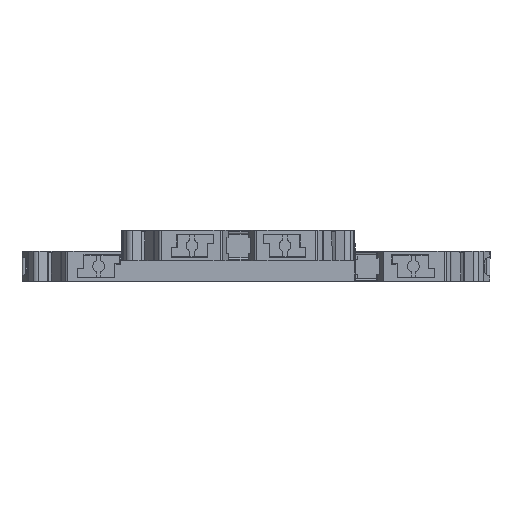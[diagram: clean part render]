
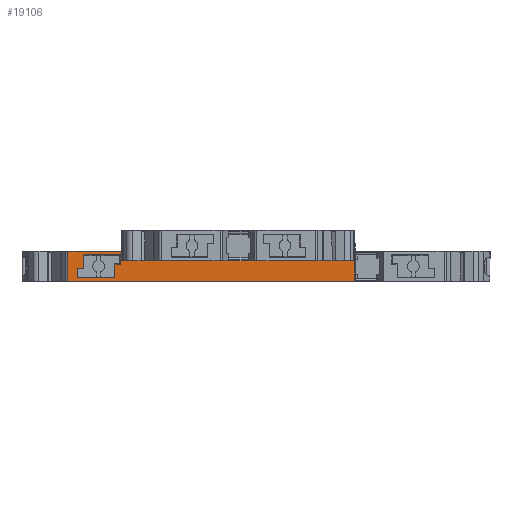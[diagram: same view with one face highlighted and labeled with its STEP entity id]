
A CAD part, top view. The second image highlights one B-rep face of the part: STEP entity #19106.
In plain terms, the highlighted planar face has unit normal (0, 0, 1).
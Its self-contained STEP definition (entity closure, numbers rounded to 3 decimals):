
#94=CARTESIAN_POINT('',(-21.85,4.5,30.2));
#95=VERTEX_POINT('',#94);
#96=CARTESIAN_POINT('',(-21.75,4.5,30.2));
#97=VERTEX_POINT('',#96);
#98=CARTESIAN_POINT('',(-21.85,4.5,30.2));
#99=DIRECTION('',(1.,0.,0.));
#100=VECTOR('',#99,0.1);
#101=LINE('',#98,#100);
#102=EDGE_CURVE('',#95,#97,#101,.T.);
#104=CARTESIAN_POINT('',(-27.95,4.5,30.2));
#105=VERTEX_POINT('',#104);
#106=CARTESIAN_POINT('',(-21.85,4.5,30.2));
#107=DIRECTION('',(-1.,0.,0.));
#108=VECTOR('',#107,6.1);
#109=LINE('',#106,#108);
#110=EDGE_CURVE('',#95,#105,#109,.T.);
#112=CARTESIAN_POINT('',(-28.05,4.5,30.2));
#113=VERTEX_POINT('',#112);
#114=CARTESIAN_POINT('',(-28.05,4.5,30.2));
#115=DIRECTION('',(1.,0.,0.));
#116=VECTOR('',#115,0.1);
#117=LINE('',#114,#116);
#118=EDGE_CURVE('',#113,#105,#117,.T.);
#10739=CARTESIAN_POINT('',(-21.5,5.15,30.2));
#10740=VERTEX_POINT('',#10739);
#10747=CARTESIAN_POINT('',(-21.5,3.5,30.2));
#10748=VERTEX_POINT('',#10747);
#10749=CARTESIAN_POINT('',(-21.5,5.15,30.2));
#10750=DIRECTION('',(0.,-1.,0.));
#10751=VECTOR('',#10750,1.65);
#10752=LINE('',#10749,#10751);
#10753=EDGE_CURVE('',#10740,#10748,#10752,.T.);
#10778=CARTESIAN_POINT('',(-21.75,2.9,30.2));
#10779=VERTEX_POINT('',#10778);
#10796=CARTESIAN_POINT('',(-22.75,2.9,30.2));
#10797=VERTEX_POINT('',#10796);
#10804=CARTESIAN_POINT('',(-22.65,2.9,30.2));
#10805=VERTEX_POINT('',#10804);
#10806=CARTESIAN_POINT('',(-22.75,2.9,30.2));
#10807=DIRECTION('',(1.,0.,0.));
#10808=VECTOR('',#10807,0.1);
#10809=LINE('',#10806,#10808);
#10810=EDGE_CURVE('',#10797,#10805,#10809,.T.);
#10812=CARTESIAN_POINT('',(-21.85,2.9,30.2));
#10813=VERTEX_POINT('',#10812);
#10814=CARTESIAN_POINT('',(-21.85,2.9,30.2));
#10815=DIRECTION('',(-1.,0.,0.));
#10816=VECTOR('',#10815,0.8);
#10817=LINE('',#10814,#10816);
#10818=EDGE_CURVE('',#10813,#10805,#10817,.T.);
#10820=CARTESIAN_POINT('',(-21.75,2.9,30.2));
#10821=DIRECTION('',(-1.,0.,0.));
#10822=VECTOR('',#10821,0.1);
#10823=LINE('',#10820,#10822);
#10824=EDGE_CURVE('',#10779,#10813,#10823,.T.);
#10834=CARTESIAN_POINT('',(-29.05,2.2,30.2));
#10835=VERTEX_POINT('',#10834);
#10852=CARTESIAN_POINT('',(-28.05,2.2,30.2));
#10853=VERTEX_POINT('',#10852);
#10860=CARTESIAN_POINT('',(-28.15,2.2,30.2));
#10861=VERTEX_POINT('',#10860);
#10862=CARTESIAN_POINT('',(-28.05,2.2,30.2));
#10863=DIRECTION('',(-1.,0.,0.));
#10864=VECTOR('',#10863,0.1);
#10865=LINE('',#10862,#10864);
#10866=EDGE_CURVE('',#10853,#10861,#10865,.T.);
#10868=CARTESIAN_POINT('',(-28.95,2.2,30.2));
#10869=VERTEX_POINT('',#10868);
#10870=CARTESIAN_POINT('',(-28.95,2.2,30.2));
#10871=DIRECTION('',(1.,0.,0.));
#10872=VECTOR('',#10871,0.8);
#10873=LINE('',#10870,#10872);
#10874=EDGE_CURVE('',#10869,#10861,#10873,.T.);
#10876=CARTESIAN_POINT('',(-29.05,2.2,30.2));
#10877=DIRECTION('',(1.,0.,0.));
#10878=VECTOR('',#10877,0.1);
#10879=LINE('',#10876,#10878);
#10880=EDGE_CURVE('',#10835,#10869,#10879,.T.);
#10890=CARTESIAN_POINT('',(-22.75,0.6,30.2));
#10891=VERTEX_POINT('',#10890);
#10892=CARTESIAN_POINT('',(-22.85,0.6,30.2));
#10893=VERTEX_POINT('',#10892);
#10894=CARTESIAN_POINT('',(-22.75,0.6,30.2));
#10895=DIRECTION('',(-1.,0.,0.));
#10896=VECTOR('',#10895,0.1);
#10897=LINE('',#10894,#10896);
#10898=EDGE_CURVE('',#10891,#10893,#10897,.T.);
#10900=CARTESIAN_POINT('',(-28.95,0.6,30.2));
#10901=VERTEX_POINT('',#10900);
#10902=CARTESIAN_POINT('',(-28.95,0.6,30.2));
#10903=DIRECTION('',(1.,0.,0.));
#10904=VECTOR('',#10903,6.1);
#10905=LINE('',#10902,#10904);
#10906=EDGE_CURVE('',#10901,#10893,#10905,.T.);
#10908=CARTESIAN_POINT('',(-29.05,0.6,30.2));
#10909=VERTEX_POINT('',#10908);
#10910=CARTESIAN_POINT('',(-28.95,0.6,30.2));
#10911=DIRECTION('',(-1.,0.,0.));
#10912=VECTOR('',#10911,0.1);
#10913=LINE('',#10910,#10912);
#10914=EDGE_CURVE('',#10901,#10909,#10913,.T.);
#12509=CARTESIAN_POINT('',(-28.05,2.3,30.2));
#12510=VERTEX_POINT('',#12509);
#12511=CARTESIAN_POINT('',(-28.05,2.3,30.2));
#12512=DIRECTION('',(0.,-1.,0.));
#12513=VECTOR('',#12512,0.1);
#12514=LINE('',#12511,#12513);
#12515=EDGE_CURVE('',#12510,#10853,#12514,.T.);
#12525=CARTESIAN_POINT('',(-28.05,2.3,30.2));
#12526=DIRECTION('',(0.,1.,0.));
#12527=VECTOR('',#12526,2.2);
#12528=LINE('',#12525,#12527);
#12529=EDGE_CURVE('',#12510,#113,#12528,.T.);
#12540=CARTESIAN_POINT('',(-21.75,2.9,30.2));
#12541=DIRECTION('',(0.,1.,0.));
#12542=VECTOR('',#12541,1.6);
#12543=LINE('',#12540,#12542);
#12544=EDGE_CURVE('',#10779,#97,#12543,.T.);
#13479=CARTESIAN_POINT('',(-30.702,0.,30.2));
#13480=VERTEX_POINT('',#13479);
#13488=CARTESIAN_POINT('',(-30.702,5.15,30.2));
#13489=VERTEX_POINT('',#13488);
#13490=CARTESIAN_POINT('',(-30.702,0.,30.2));
#13491=DIRECTION('',(0.,1.,0.));
#13492=VECTOR('',#13491,5.15);
#13493=LINE('',#13490,#13492);
#13494=EDGE_CURVE('',#13480,#13489,#13493,.T.);
#13520=CARTESIAN_POINT('',(-22.75,0.6,30.2));
#13521=DIRECTION('',(0.,1.,0.));
#13522=VECTOR('',#13521,2.3);
#13523=LINE('',#13520,#13522);
#13524=EDGE_CURVE('',#10891,#10797,#13523,.T.);
#13542=CARTESIAN_POINT('',(-29.05,0.6,30.2));
#13543=DIRECTION('',(0.,1.,0.));
#13544=VECTOR('',#13543,1.6);
#13545=LINE('',#13542,#13544);
#13546=EDGE_CURVE('',#10909,#10835,#13545,.T.);
#14542=CARTESIAN_POINT('',(18.409,3.5,30.2));
#14543=VERTEX_POINT('',#14542);
#14550=CARTESIAN_POINT('',(18.409,0.,30.2));
#14551=VERTEX_POINT('',#14550);
#14552=CARTESIAN_POINT('',(18.409,3.5,30.2));
#14553=DIRECTION('',(0.,-1.,0.));
#14554=VECTOR('',#14553,3.5);
#14555=LINE('',#14552,#14554);
#14556=EDGE_CURVE('',#14543,#14551,#14555,.T.);
#16771=CARTESIAN_POINT('',(18.409,0.,30.2));
#16772=DIRECTION('',(-1.,0.,0.));
#16773=VECTOR('',#16772,49.111);
#16774=LINE('',#16771,#16773);
#16775=EDGE_CURVE('',#14551,#13480,#16774,.T.);
#19032=CARTESIAN_POINT('',(-21.5,3.5,30.2));
#19033=DIRECTION('',(1.,0.,0.));
#19034=VECTOR('',#19033,39.909);
#19035=LINE('',#19032,#19034);
#19036=EDGE_CURVE('',#10748,#14543,#19035,.T.);
#19069=CARTESIAN_POINT('',(5.549,1.75,30.2));
#19070=DIRECTION('',(-1.,0.,0.));
#19071=DIRECTION('',(0.,0.,-1.));
#19072=AXIS2_PLACEMENT_3D('',#19069,#19071,#19070);
#19073=PLANE('',#19072);
#19074=ORIENTED_EDGE('',*,*,#13494,.T.);
#19075=CARTESIAN_POINT('',(-30.702,5.15,30.2));
#19076=DIRECTION('',(1.,0.,0.));
#19077=VECTOR('',#19076,9.202);
#19078=LINE('',#19075,#19077);
#19079=EDGE_CURVE('',#13489,#10740,#19078,.T.);
#19080=ORIENTED_EDGE('E1774',*,*,#19079,.T.);
#19081=ORIENTED_EDGE('E1774',*,*,#10753,.T.);
#19082=ORIENTED_EDGE('E1774',*,*,#19036,.T.);
#19083=ORIENTED_EDGE('E1774',*,*,#14556,.T.);
#19084=ORIENTED_EDGE('E1774',*,*,#16775,.T.);
#19085=EDGE_LOOP('',(#19074,#19080,#19081,#19082,#19083,#19084));
#19086=FACE_OUTER_BOUND('',#19085,.F.);
#19087=ORIENTED_EDGE('',*,*,#12515,.T.);
#19088=ORIENTED_EDGE('',*,*,#10866,.T.);
#19089=ORIENTED_EDGE('',*,*,#10874,.F.);
#19090=ORIENTED_EDGE('',*,*,#10880,.F.);
#19091=ORIENTED_EDGE('',*,*,#13546,.F.);
#19092=ORIENTED_EDGE('',*,*,#10914,.F.);
#19093=ORIENTED_EDGE('',*,*,#10906,.T.);
#19094=ORIENTED_EDGE('',*,*,#10898,.F.);
#19095=ORIENTED_EDGE('',*,*,#13524,.T.);
#19096=ORIENTED_EDGE('',*,*,#10810,.T.);
#19097=ORIENTED_EDGE('',*,*,#10818,.F.);
#19098=ORIENTED_EDGE('',*,*,#10824,.F.);
#19099=ORIENTED_EDGE('',*,*,#12544,.T.);
#19100=ORIENTED_EDGE('',*,*,#102,.F.);
#19101=ORIENTED_EDGE('',*,*,#110,.T.);
#19102=ORIENTED_EDGE('',*,*,#118,.F.);
#19103=ORIENTED_EDGE('',*,*,#12529,.F.);
#19104=EDGE_LOOP('',(#19087,#19088,#19089,#19090,#19091,#19092,#19093,#19094,#19095,#19096,#19097,#19098,#19099,#19100,#19101,#19102,#19103));
#19105=FACE_BOUND('',#19104,.F.);
#19106=ADVANCED_FACE('F547',(#19086,#19105),#19073,.F.);
